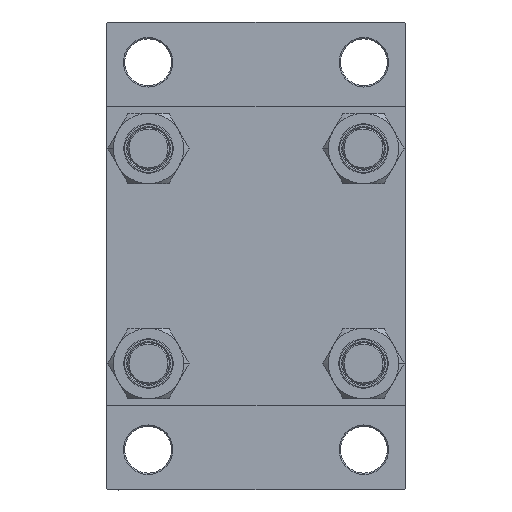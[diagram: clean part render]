
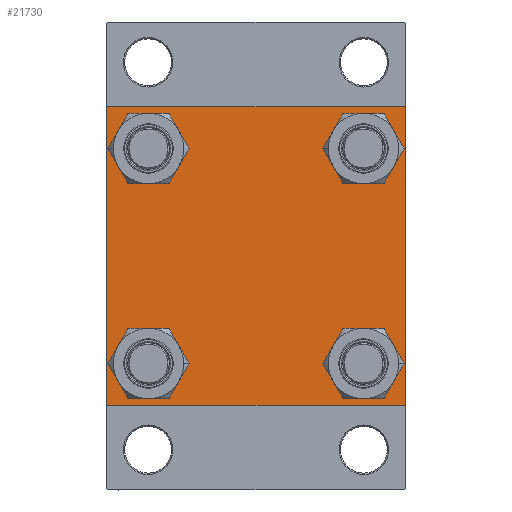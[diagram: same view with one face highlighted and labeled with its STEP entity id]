
A CAD part, left-side view. The second image highlights one B-rep face of the part: STEP entity #21730.
In plain terms, the highlighted planar face has unit normal (-1, 0, 0).
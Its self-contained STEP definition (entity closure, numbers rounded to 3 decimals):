
#604 = ORIENTED_EDGE ( 'NONE', *, *, #29186, .T. ) ;
#699 = DIRECTION ( 'NONE',  ( 0., 0., 1. ) ) ;
#1086 = DIRECTION ( 'NONE',  ( 0., 0., 1. ) ) ;
#1159 = DIRECTION ( 'NONE',  ( 0., 0.707, 0.707 ) ) ;
#1297 = CIRCLE ( 'NONE', #35624, 8.5 ) ;
#1355 = AXIS2_PLACEMENT_3D ( 'NONE', #38464, #27950, #1086 ) ;
#1390 = ORIENTED_EDGE ( 'NONE', *, *, #27091, .T. ) ;
#2461 = EDGE_LOOP ( 'NONE', ( #10678, #6793, #2787, #23431, #20100, #7030, #28067, #45295 ) ) ;
#2657 = VECTOR ( 'NONE', #44877, 1000. ) ;
#2787 = ORIENTED_EDGE ( 'NONE', *, *, #4489, .T. ) ;
#2984 = FACE_BOUND ( 'NONE', #23088, .T. ) ;
#3238 = CARTESIAN_POINT ( 'NONE',  ( 0., -41.35, -49.85 ) ) ;
#4358 = EDGE_CURVE ( 'NONE', #28675, #28055, #29957, .T. ) ;
#4489 = EDGE_CURVE ( 'NONE', #28055, #43401, #38971, .T. ) ;
#4975 = VERTEX_POINT ( 'NONE', #11256 ) ;
#5043 = CARTESIAN_POINT ( 'NONE',  ( 0., -57.25, 57.25 ) ) ;
#5307 = VERTEX_POINT ( 'NONE', #23623 ) ;
#5485 = EDGE_CURVE ( 'NONE', #8385, #28675, #28760, .T. ) ;
#5615 = CARTESIAN_POINT ( 'NONE',  ( 0., 41.35, 41.35 ) ) ;
#6051 = EDGE_CURVE ( 'NONE', #43401, #24467, #7886, .T. ) ;
#6234 = CARTESIAN_POINT ( 'NONE',  ( 0., 57.5, 57. ) ) ;
#6295 = DIRECTION ( 'NONE',  ( 0., 0., 1. ) ) ;
#6451 = AXIS2_PLACEMENT_3D ( 'NONE', #5615, #24944, #13941 ) ;
#6576 = VECTOR ( 'NONE', #15706, 1000. ) ;
#6793 = ORIENTED_EDGE ( 'NONE', *, *, #4358, .T. ) ;
#6904 = EDGE_LOOP ( 'NONE', ( #604, #38032 ) ) ;
#7030 = ORIENTED_EDGE ( 'NONE', *, *, #26515, .T. ) ;
#7773 = VERTEX_POINT ( 'NONE', #42718 ) ;
#7886 = LINE ( 'NONE', #38426, #6576 ) ;
#8035 = DIRECTION ( 'NONE',  ( 1., 0., 0. ) ) ;
#8141 = ORIENTED_EDGE ( 'NONE', *, *, #12287, .T. ) ;
#8279 = DIRECTION ( 'NONE',  ( 0., 0., 1. ) ) ;
#8367 = CIRCLE ( 'NONE', #1355, 8.5 ) ;
#8385 = VERTEX_POINT ( 'NONE', #6234 ) ;
#8451 = AXIS2_PLACEMENT_3D ( 'NONE', #37169, #19087, #26172 ) ;
#9440 = DIRECTION ( 'NONE',  ( 0., 0., -1. ) ) ;
#9626 = CARTESIAN_POINT ( 'NONE',  ( 0., 57.5, -57.5 ) ) ;
#9768 = DIRECTION ( 'NONE',  ( 0., 0., 1. ) ) ;
#10562 = LINE ( 'NONE', #47740, #12070 ) ;
#10678 = ORIENTED_EDGE ( 'NONE', *, *, #5485, .T. ) ;
#10755 = CARTESIAN_POINT ( 'NONE',  ( 0., -41.35, 32.85 ) ) ;
#11256 = CARTESIAN_POINT ( 'NONE',  ( 0., -41.35, -32.85 ) ) ;
#12070 = VECTOR ( 'NONE', #22055, 1000. ) ;
#12287 = EDGE_CURVE ( 'NONE', #13158, #12709, #40226, .T. ) ;
#12338 = DIRECTION ( 'NONE',  ( 0., -1., 0. ) ) ;
#12709 = VERTEX_POINT ( 'NONE', #42423 ) ;
#12800 = CARTESIAN_POINT ( 'NONE',  ( 0., -57., -57.5 ) ) ;
#13158 = VERTEX_POINT ( 'NONE', #10755 ) ;
#13569 = VECTOR ( 'NONE', #12338, 1000. ) ;
#13749 = FACE_BOUND ( 'NONE', #37450, .T. ) ;
#13941 = DIRECTION ( 'NONE',  ( 0., 0., 1. ) ) ;
#15302 = EDGE_LOOP ( 'NONE', ( #34448, #1390 ) ) ;
#15402 = LINE ( 'NONE', #44505, #27659 ) ;
#15706 = DIRECTION ( 'NONE',  ( 0., -0.707, 0.707 ) ) ;
#16063 = LINE ( 'NONE', #5043, #42264 ) ;
#16540 = CARTESIAN_POINT ( 'NONE',  ( 0., 57.5, 57.5 ) ) ;
#17295 = CARTESIAN_POINT ( 'NONE',  ( 0., -57.5, -57. ) ) ;
#17370 = EDGE_CURVE ( 'NONE', #33356, #7773, #39628, .T. ) ;
#17902 = PLANE ( 'NONE',  #29617 ) ;
#17948 = CIRCLE ( 'NONE', #48381, 8.5 ) ;
#18551 = CARTESIAN_POINT ( 'NONE',  ( 0., 41.35, -41.35 ) ) ;
#19087 = DIRECTION ( 'NONE',  ( 1., 0., 0. ) ) ;
#19313 = LINE ( 'NONE', #34223, #43842 ) ;
#19954 = AXIS2_PLACEMENT_3D ( 'NONE', #26619, #8035, #8279 ) ;
#20100 = ORIENTED_EDGE ( 'NONE', *, *, #33650, .F. ) ;
#20279 = CARTESIAN_POINT ( 'NONE',  ( 0., 57., 57.5 ) ) ;
#21730 = ADVANCED_FACE ( 'NONE', ( #13749, #29127, #2984, #32305, #43569 ), #17902, .T. ) ;
#22055 = DIRECTION ( 'NONE',  ( 0., 0., -1. ) ) ;
#22836 = CARTESIAN_POINT ( 'NONE',  ( 0., 57.5, -57. ) ) ;
#22948 = EDGE_CURVE ( 'NONE', #12709, #13158, #46712, .T. ) ;
#23088 = EDGE_LOOP ( 'NONE', ( #36367, #45071 ) ) ;
#23114 = CARTESIAN_POINT ( 'NONE',  ( 0., 57.25, -57.25 ) ) ;
#23147 = CARTESIAN_POINT ( 'NONE',  ( 0., 41.35, 32.85 ) ) ;
#23172 = DIRECTION ( 'NONE',  ( 1., 0., 0. ) ) ;
#23431 = ORIENTED_EDGE ( 'NONE', *, *, #6051, .T. ) ;
#23623 = CARTESIAN_POINT ( 'NONE',  ( 0., -57.5, 57. ) ) ;
#23723 = CARTESIAN_POINT ( 'NONE',  ( 0., 57., -57.5 ) ) ;
#24442 = DIRECTION ( 'NONE',  ( 1., 0., 0. ) ) ;
#24467 = VERTEX_POINT ( 'NONE', #17295 ) ;
#24741 = DIRECTION ( 'NONE',  ( 0., 0., 1. ) ) ;
#24944 = DIRECTION ( 'NONE',  ( 1., 0., 0. ) ) ;
#25291 = VECTOR ( 'NONE', #9440, 1000. ) ;
#25769 = EDGE_CURVE ( 'NONE', #36556, #8385, #19313, .T. ) ;
#26111 = DIRECTION ( 'NONE',  ( 0., 0., 1. ) ) ;
#26172 = DIRECTION ( 'NONE',  ( 0., 0., 1. ) ) ;
#26515 = EDGE_CURVE ( 'NONE', #5307, #42267, #16063, .T. ) ;
#26619 = CARTESIAN_POINT ( 'NONE',  ( 0., -41.35, 41.35 ) ) ;
#26869 = DIRECTION ( 'NONE',  ( 0., 0.707, -0.707 ) ) ;
#26971 = VERTEX_POINT ( 'NONE', #39816 ) ;
#27091 = EDGE_CURVE ( 'NONE', #34535, #4975, #35273, .T. ) ;
#27659 = VECTOR ( 'NONE', #33014, 1000. ) ;
#27950 = DIRECTION ( 'NONE',  ( 1., 0., 0. ) ) ;
#28055 = VERTEX_POINT ( 'NONE', #23723 ) ;
#28067 = ORIENTED_EDGE ( 'NONE', *, *, #36371, .F. ) ;
#28348 = CARTESIAN_POINT ( 'NONE',  ( 0., -41.35, -41.35 ) ) ;
#28675 = VERTEX_POINT ( 'NONE', #22836 ) ;
#28760 = LINE ( 'NONE', #16540, #25291 ) ;
#29127 = FACE_BOUND ( 'NONE', #15302, .T. ) ;
#29186 = EDGE_CURVE ( 'NONE', #26971, #48344, #31430, .T. ) ;
#29617 = AXIS2_PLACEMENT_3D ( 'NONE', #39647, #44047, #24741 ) ;
#29957 = LINE ( 'NONE', #23114, #2657 ) ;
#30023 = CARTESIAN_POINT ( 'NONE',  ( 0., -41.35, -41.35 ) ) ;
#31430 = CIRCLE ( 'NONE', #6451, 8.5 ) ;
#32305 = FACE_BOUND ( 'NONE', #6904, .T. ) ;
#32620 = AXIS2_PLACEMENT_3D ( 'NONE', #18551, #41273, #699 ) ;
#32709 = CARTESIAN_POINT ( 'NONE',  ( 0., 41.35, -41.35 ) ) ;
#32944 = CARTESIAN_POINT ( 'NONE',  ( 0., -57., 57.5 ) ) ;
#33014 = DIRECTION ( 'NONE',  ( 0., -1., 0. ) ) ;
#33356 = VERTEX_POINT ( 'NONE', #37504 ) ;
#33650 = EDGE_CURVE ( 'NONE', #5307, #24467, #10562, .T. ) ;
#34223 = CARTESIAN_POINT ( 'NONE',  ( 0., 57.25, 57.25 ) ) ;
#34448 = ORIENTED_EDGE ( 'NONE', *, *, #40979, .T. ) ;
#34535 = VERTEX_POINT ( 'NONE', #3238 ) ;
#35273 = CIRCLE ( 'NONE', #47018, 8.5 ) ;
#35624 = AXIS2_PLACEMENT_3D ( 'NONE', #28348, #24442, #9768 ) ;
#36367 = ORIENTED_EDGE ( 'NONE', *, *, #48185, .T. ) ;
#36371 = EDGE_CURVE ( 'NONE', #36556, #42267, #15402, .T. ) ;
#36556 = VERTEX_POINT ( 'NONE', #20279 ) ;
#37169 = CARTESIAN_POINT ( 'NONE',  ( 0., -41.35, 41.35 ) ) ;
#37450 = EDGE_LOOP ( 'NONE', ( #42970, #8141 ) ) ;
#37504 = CARTESIAN_POINT ( 'NONE',  ( 0., 41.35, -49.85 ) ) ;
#38032 = ORIENTED_EDGE ( 'NONE', *, *, #42644, .T. ) ;
#38426 = CARTESIAN_POINT ( 'NONE',  ( 0., -57.25, -57.25 ) ) ;
#38464 = CARTESIAN_POINT ( 'NONE',  ( 0., 41.35, 41.35 ) ) ;
#38971 = LINE ( 'NONE', #9626, #13569 ) ;
#39628 = CIRCLE ( 'NONE', #32620, 8.5 ) ;
#39647 = CARTESIAN_POINT ( 'NONE',  ( 0., 0., 0. ) ) ;
#39816 = CARTESIAN_POINT ( 'NONE',  ( 0., 41.35, 49.85 ) ) ;
#40226 = CIRCLE ( 'NONE', #19954, 8.5 ) ;
#40979 = EDGE_CURVE ( 'NONE', #4975, #34535, #1297, .T. ) ;
#41273 = DIRECTION ( 'NONE',  ( 1., 0., 0. ) ) ;
#42264 = VECTOR ( 'NONE', #1159, 1000. ) ;
#42267 = VERTEX_POINT ( 'NONE', #32944 ) ;
#42423 = CARTESIAN_POINT ( 'NONE',  ( 0., -41.35, 49.85 ) ) ;
#42644 = EDGE_CURVE ( 'NONE', #48344, #26971, #8367, .T. ) ;
#42718 = CARTESIAN_POINT ( 'NONE',  ( 0., 41.35, -32.85 ) ) ;
#42970 = ORIENTED_EDGE ( 'NONE', *, *, #22948, .T. ) ;
#43401 = VERTEX_POINT ( 'NONE', #12800 ) ;
#43569 = FACE_OUTER_BOUND ( 'NONE', #2461, .T. ) ;
#43842 = VECTOR ( 'NONE', #26869, 1000. ) ;
#44047 = DIRECTION ( 'NONE',  ( -1., 0., 0. ) ) ;
#44505 = CARTESIAN_POINT ( 'NONE',  ( 0., 57.5, 57.5 ) ) ;
#44877 = DIRECTION ( 'NONE',  ( 0., -0.707, -0.707 ) ) ;
#45071 = ORIENTED_EDGE ( 'NONE', *, *, #17370, .T. ) ;
#45295 = ORIENTED_EDGE ( 'NONE', *, *, #25769, .T. ) ;
#46712 = CIRCLE ( 'NONE', #8451, 8.5 ) ;
#47018 = AXIS2_PLACEMENT_3D ( 'NONE', #30023, #23172, #26111 ) ;
#47386 = DIRECTION ( 'NONE',  ( 1., 0., 0. ) ) ;
#47740 = CARTESIAN_POINT ( 'NONE',  ( 0., -57.5, 57.5 ) ) ;
#48185 = EDGE_CURVE ( 'NONE', #7773, #33356, #17948, .T. ) ;
#48344 = VERTEX_POINT ( 'NONE', #23147 ) ;
#48381 = AXIS2_PLACEMENT_3D ( 'NONE', #32709, #47386, #6295 ) ;
